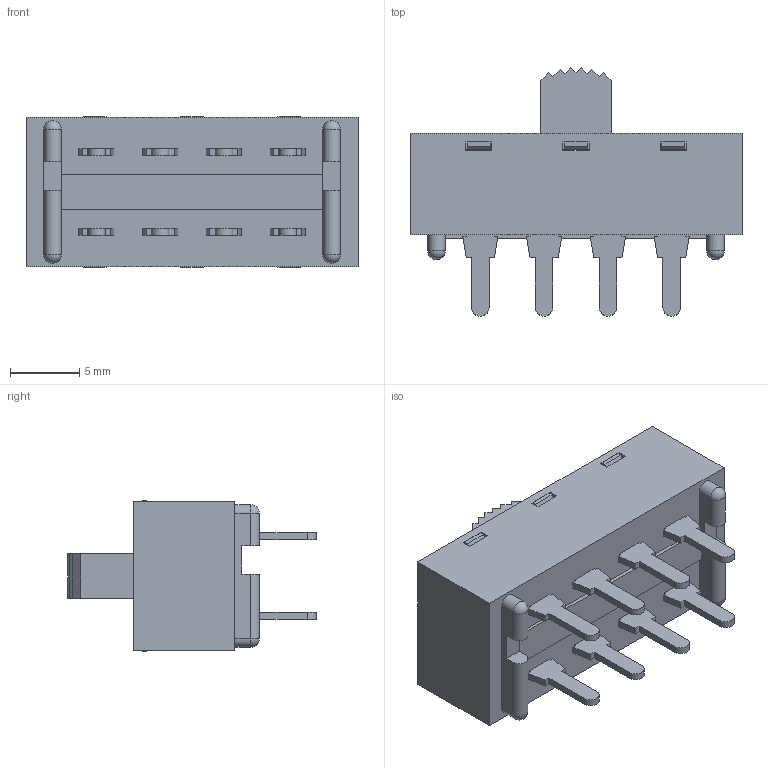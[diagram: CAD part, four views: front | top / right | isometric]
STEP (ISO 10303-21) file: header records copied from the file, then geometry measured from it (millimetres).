
FILE_DESCRIPTION(/* description */ ('STEP AP214'),/* implementation_level */ '2;1');
FILE_NAME(/* name */ 'L203011MS02Q',/* time_stamp */ '2024-09-24T00:14:02+02:00',/* author */ ('License CC BY-ND 4.0'),/* organization */ ('CADENAS'),/* preprocessor_version */ 'ST-DEVELOPER v19.3',/* originating_system */ 'PARTsolutions',/* authorisation */ ' ');
FILE_SCHEMA (('AUTOMOTIVE_DESIGN {1 0 10303 214 3 1 1}'));
Length unit declared in the file: inch
Products named in the file (6): L203011MS02Q; L203011MS02Q_PART1; L203011MS02Q_PART2; L203011MS02Q_PART3; L203011MS02Q_PART4; L203011MS02Q_PART5
Assembly tree (5 placements, depth 2):
  L203011MS02Q
    L203011MS02Q_PART1
    L203011MS02Q_PART2
    L203011MS02Q_PART3
    L203011MS02Q_PART4
    L203011MS02Q_PART5
Bounding box: 23.93 x 17.91 x 10.82 mm (x, y, z)
Volume: 1105.9 mm3; surface area: 2527.9 mm2
Topology: 5 solids, 5 shells, 614 faces, 1834 edges, 1192 vertices
Faces by surface type: plane 510, cylinder 92, torus 8, sphere 4
Full cylindrical faces by diameter (mm): 1.016 x2
Entity records: 20506 total; most frequent: CARTESIAN_POINT 3684, ORIENTED_EDGE 3644, DIRECTION 3284, EDGE_CURVE 1822, LINE 1568, VECTOR 1568, VERTEX_POINT 1186, AXIS2_PLACEMENT_3D 858
